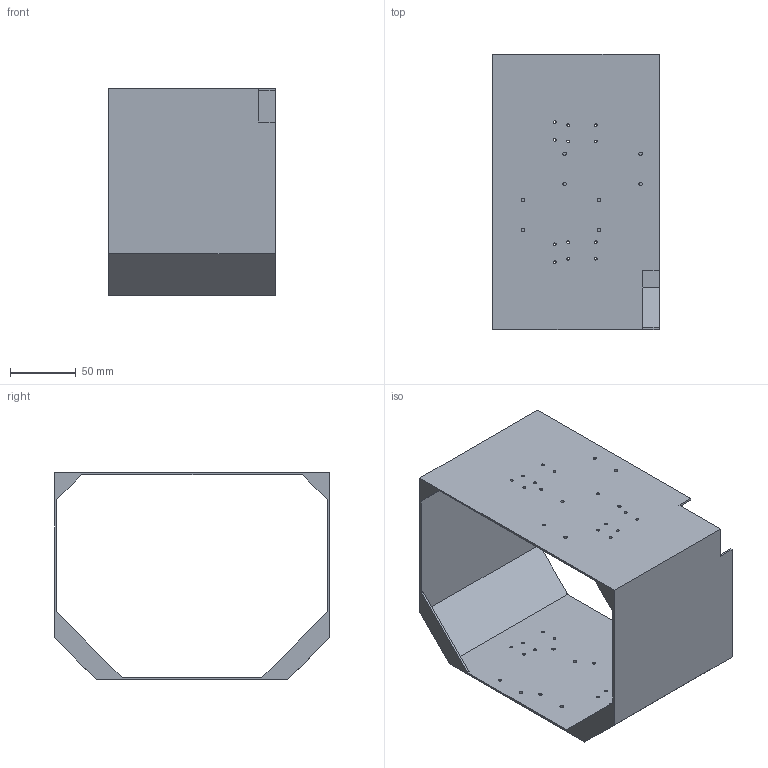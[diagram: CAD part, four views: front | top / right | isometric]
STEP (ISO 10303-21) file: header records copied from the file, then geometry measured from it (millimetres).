
FILE_DESCRIPTION(/* description */ (''),/* implementation_level */ '2;1');
FILE_NAME(/* name */ 'new_sunshade.stp',/* time_stamp */ '2018-06-08T05:59:00-04:00',/* author */ (''),/* organization */ (''),/* preprocessor_version */ 'ST-DEVELOPER v16',/* originating_system */ 'SIEMENS PLM Software NX 11.0',/* authorisation */ '');
FILE_SCHEMA (('AUTOMOTIVE_DESIGN { 1 0 10303 214 3 1 1 1 }'));
Length unit declared in the file: inch
Products named in the file (1): new_sunshade
Bounding box: 127.16 x 209.55 x 157.48 mm (x, y, z)
Volume: 140712.8 mm3; surface area: 179903.8 mm2
Topology: 1 solids, 1 shells, 73 faces, 252 edges, 180 vertices
Faces by surface type: cylinder 40, plane 33
Full cylindrical faces by diameter (mm): 2.1 x8, 2.108 x16, 2.642 x16
Entity records: 2424 total; most frequent: DIRECTION 400, CARTESIAN_POINT 386, ORIENTED_EDGE 344, EDGE_LOOP 194, EDGE_CURVE 172, FACE_BOUND 166, AXIS2_PLACEMENT_3D 154, VERTEX_POINT 140
